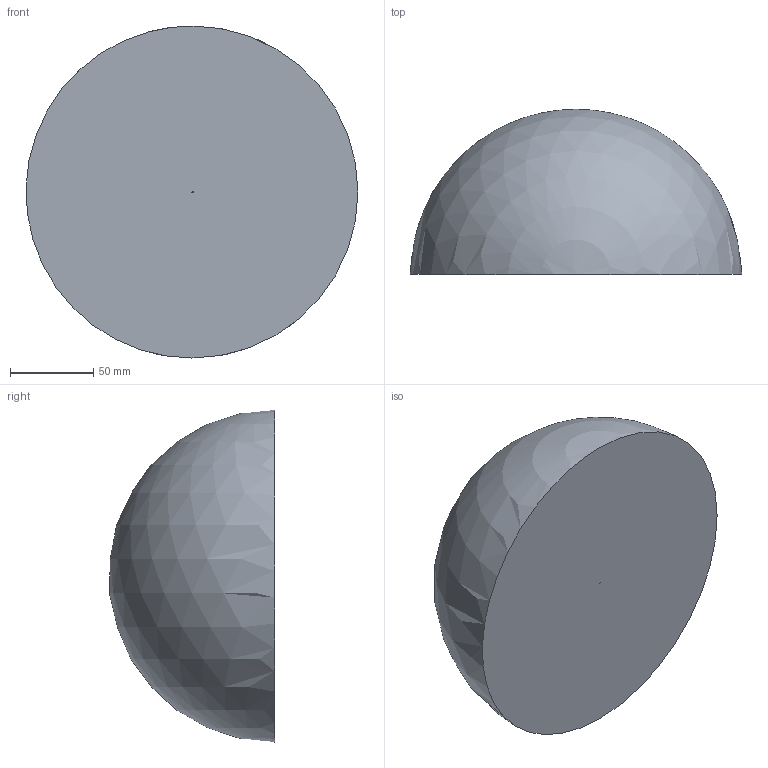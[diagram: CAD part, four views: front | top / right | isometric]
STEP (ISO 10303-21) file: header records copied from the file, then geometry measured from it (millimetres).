
FILE_DESCRIPTION(('Open CASCADE Model'),'2;1');
FILE_NAME('Open CASCADE Shape Model','2017-05-31T11:25:07',('Author'),( 'Open CASCADE'),'Open CASCADE STEP processor 6.8','Open CASCADE 6.8' ,'Unknown');
FILE_SCHEMA(('AUTOMOTIVE_DESIGN_CC2 { 1 2 10303 214 -1 1 5 4 }'));
Length unit declared in the file: millimetre
Products named in the file (1): Open CASCADE STEP translator 6.8 1
Bounding box: 199.96 x 99.45 x 200 mm (x, y, z)
Volume: 2094395.1 mm3; surface area: 94250.4 mm2
Topology: 1 solids, 1 shells, 12 faces, 25 edges, 14 vertices
Faces by surface type: bspline 8, plane 3, sphere 1
Entity records: 4897 total; most frequent: CARTESIAN_POINT 4527, B_SPLINE_CURVE_WITH_KNOTS 56, ORIENTED_EDGE 46, PCURVE 46, DEFINITIONAL_REPRESENTATION 46, DIRECTION 23, EDGE_CURVE 23, SURFACE_CURVE 23
